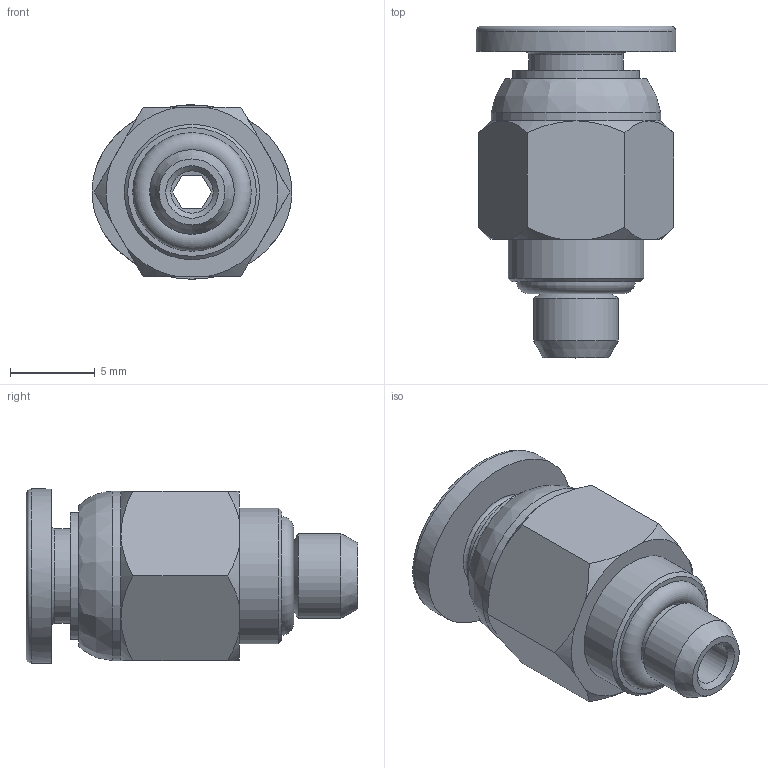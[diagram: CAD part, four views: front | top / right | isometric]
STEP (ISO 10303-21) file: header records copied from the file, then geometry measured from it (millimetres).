
FILE_DESCRIPTION(('FreeCAD Model'),'2;1');
FILE_NAME('Open CASCADE Shape Model','2025-06-28T13:05:59',(''),(''), 'Open CASCADE STEP processor 7.8','FreeCAD','Unknown');
FILE_SCHEMA(('AUTOMOTIVE_DESIGN { 1 0 10303 214 1 1 1 1 }'));
Length unit declared in the file: millimetre
Products named in the file (2): PC04-M5; PC04-M5-A
Assembly tree (1 placements, depth 2):
  PC04-M5
    PC04-M5-A
Bounding box: 11.8 x 19.6 x 10.3 mm (x, y, z)
Volume: 981.1 mm3; surface area: 1037.7 mm2
Topology: 1 solids, 1 shells, 51 faces, 114 edges, 71 vertices
Faces by surface type: plane 20, cone 17, cylinder 8, torus 3, bspline 2, revolution 1
Full cylindrical faces by diameter (mm): 2.5 x1, 4.1 x1, 4.2 x1, 5 x1, 5.6 x1, 7.5 x1, 8 x1, 10 x1
Entity records: 5221 total; most frequent: CARTESIAN_POINT 2738, DIRECTION 347, ORIENTED_EDGE 228, PCURVE 228, DEFINITIONAL_REPRESENTATION 228, LINE 164, VECTOR 164, B_SPLINE_CURVE_WITH_KNOTS 116
